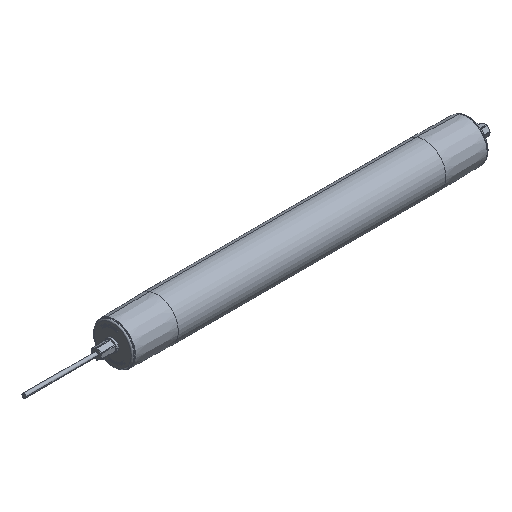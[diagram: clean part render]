
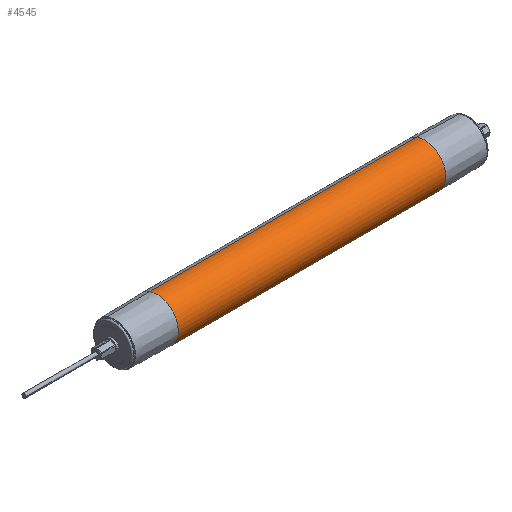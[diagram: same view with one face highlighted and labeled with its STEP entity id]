
A CAD part, isometric view. The second image highlights one B-rep face of the part: STEP entity #4545.
In plain terms, the highlighted cylindrical face has radius 30.25 mm (diameter 60.5 mm), a partial arc.
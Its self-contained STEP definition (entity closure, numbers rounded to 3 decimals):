
#633 = EDGE_CURVE ( 'R�duction de d�tails2_4+R�duction de d�tails2_3+R�duction de d�tails2_3+R�duction de d�tails2_3', #11663, #5708, #3603, .T. ) ;
#869 = DIRECTION ( 'NONE',  ( 1., 0., 0. ) ) ;
#1380 = DIRECTION ( 'NONE',  ( 0., -0.362, -0.932 ) ) ;
#1580 = EDGE_LOOP ( 'NONE', ( #8447, #7254, #5004, #11500 ) ) ;
#1860 = AXIS2_PLACEMENT_3D ( 'NONE', #12639, #12846, #12778 ) ;
#2311 = VECTOR ( 'NONE', #9252, 1000. ) ;
#3536 = CIRCLE ( 'NONE', #13301, 30.25 ) ;
#3582 = CARTESIAN_POINT ( 'NONE',  ( 89., 10.936, 28.204 ) ) ;
#3603 = CIRCLE ( 'NONE', #10706, 30.25 ) ;
#4034 = EDGE_CURVE ( 'NONE', #11663, #6385, #10444, .T. ) ;
#4545 = ADVANCED_FACE ( 'R�duction de d�tails2_4', ( #8400 ), #6518, .T. ) ;
#4960 = LINE ( 'NONE', #6154, #6846 ) ;
#5004 = ORIENTED_EDGE ( 'NONE', *, *, #11263, .T. ) ;
#5708 = VERTEX_POINT ( 'NONE', #11262 ) ;
#6154 = CARTESIAN_POINT ( 'NONE',  ( 529., -10.936, -28.204 ) ) ;
#6385 = VERTEX_POINT ( 'NONE', #7683 ) ;
#6518 = CYLINDRICAL_SURFACE ( 'NONE', #1860, 30.25 ) ;
#6846 = VECTOR ( 'NONE', #869, 1000. ) ;
#7254 = ORIENTED_EDGE ( 'NONE', *, *, #633, .T. ) ;
#7276 = DIRECTION ( 'NONE',  ( 1., 0., 0. ) ) ;
#7345 = CARTESIAN_POINT ( 'NONE',  ( 469., 0., 0. ) ) ;
#7683 = CARTESIAN_POINT ( 'NONE',  ( 469., 10.936, 28.204 ) ) ;
#8400 = FACE_OUTER_BOUND ( 'NONE', #1580, .T. ) ;
#8447 = ORIENTED_EDGE ( 'NONE', *, *, #4034, .F. ) ;
#9252 = DIRECTION ( 'NONE',  ( 1., 0., 0. ) ) ;
#9727 = CARTESIAN_POINT ( 'NONE',  ( 469., -10.936, -28.204 ) ) ;
#9851 = VERTEX_POINT ( 'NONE', #9727 ) ;
#10444 = LINE ( 'NONE', #11419, #2311 ) ;
#10706 = AXIS2_PLACEMENT_3D ( 'NONE', #12990, #11944, #1380 ) ;
#11262 = CARTESIAN_POINT ( 'NONE',  ( 89., -10.936, -28.204 ) ) ;
#11263 = EDGE_CURVE ( 'NONE', #5708, #9851, #4960, .T. ) ;
#11419 = CARTESIAN_POINT ( 'NONE',  ( 529., 10.936, 28.204 ) ) ;
#11500 = ORIENTED_EDGE ( 'NONE', *, *, #12309, .F. ) ;
#11527 = DIRECTION ( 'NONE',  ( 0., -0.362, -0.932 ) ) ;
#11663 = VERTEX_POINT ( 'NONE', #3582 ) ;
#11944 = DIRECTION ( 'NONE',  ( 1., 0., 0. ) ) ;
#12309 = EDGE_CURVE ( 'R�duction de d�tails2_5+R�duction de d�tails2_4+R�duction de d�tails2_4+R�duction de d�tails2_4', #6385, #9851, #3536, .T. ) ;
#12639 = CARTESIAN_POINT ( 'NONE',  ( 529., 0., 0. ) ) ;
#12778 = DIRECTION ( 'NONE',  ( 0., -0.362, -0.932 ) ) ;
#12846 = DIRECTION ( 'NONE',  ( 1., 0., 0. ) ) ;
#12990 = CARTESIAN_POINT ( 'NONE',  ( 89., 0., 0. ) ) ;
#13301 = AXIS2_PLACEMENT_3D ( 'NONE', #7345, #7276, #11527 ) ;
